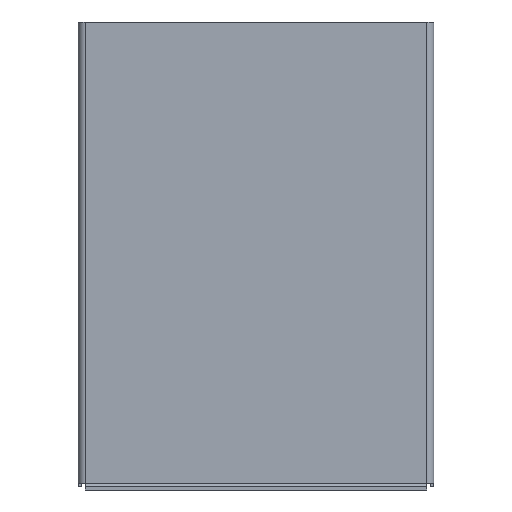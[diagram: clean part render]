
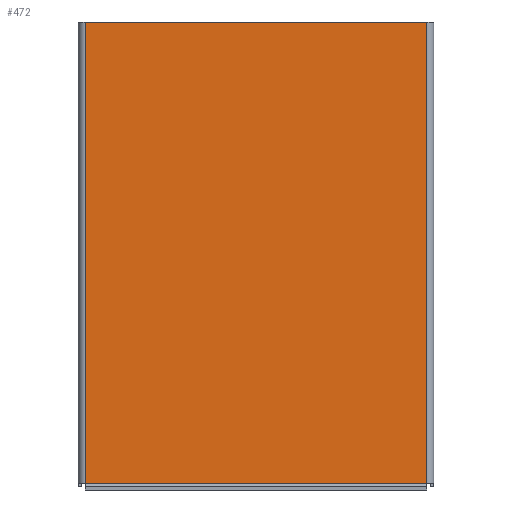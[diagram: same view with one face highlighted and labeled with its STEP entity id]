
A CAD part, front view. The second image highlights one B-rep face of the part: STEP entity #472.
In plain terms, the highlighted planar face has unit normal (0, -1, 0).
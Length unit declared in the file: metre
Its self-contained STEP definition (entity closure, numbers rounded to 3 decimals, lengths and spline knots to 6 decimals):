
#46=ORIENTED_EDGE('',*,*,#177,.F.);
#47=ORIENTED_EDGE('',*,*,#171,.T.);
#48=ORIENTED_EDGE('',*,*,#178,.T.);
#49=ORIENTED_EDGE('',*,*,#179,.F.);
#171=EDGE_CURVE('',#238,#236,#273,.T.);
#177=EDGE_CURVE('',#238,#242,#279,.T.);
#178=EDGE_CURVE('',#236,#243,#280,.T.);
#179=EDGE_CURVE('',#242,#243,#281,.F.);
#236=VERTEX_POINT('',#706);
#238=VERTEX_POINT('',#709);
#242=VERTEX_POINT('',#721);
#243=VERTEX_POINT('',#723);
#273=LINE('',#708,#327);
#279=LINE('',#720,#333);
#280=LINE('',#722,#334);
#281=LINE('',#724,#335);
#327=VECTOR('',#564,1.);
#333=VECTOR('',#574,1.);
#334=VECTOR('',#575,1.);
#335=VECTOR('',#576,1.);
#382=EDGE_LOOP('',(#46,#47,#48,#49));
#414=FACE_BOUND('',#382,.T.);
#446=PLANE('',#517);
#472=ADVANCED_FACE('',(#414),#446,.T.);
#517=AXIS2_PLACEMENT_3D('',#719,#572,#573);
#564=DIRECTION('',(-1.,0.,0.));
#572=DIRECTION('',(0.,-1.,0.));
#573=DIRECTION('',(1.,0.,0.));
#574=DIRECTION('',(0.,0.,-1.));
#575=DIRECTION('',(0.,0.,-1.));
#576=DIRECTION('',(1.,0.,0.));
#706=CARTESIAN_POINT('',(-0.0735,-0.0015,0.1));
#708=CARTESIAN_POINT('',(0.,-0.0015,0.1));
#709=CARTESIAN_POINT('',(0.0735,-0.0015,0.1));
#719=CARTESIAN_POINT('',(0.,-0.0015,0.));
#720=CARTESIAN_POINT('',(0.0735,-0.0015,0.));
#721=CARTESIAN_POINT('',(0.0735,-0.0015,-0.0985));
#722=CARTESIAN_POINT('',(-0.0735,-0.0015,0.));
#723=CARTESIAN_POINT('',(-0.0735,-0.0015,-0.0985));
#724=CARTESIAN_POINT('',(0.,-0.0015,-0.0985));
